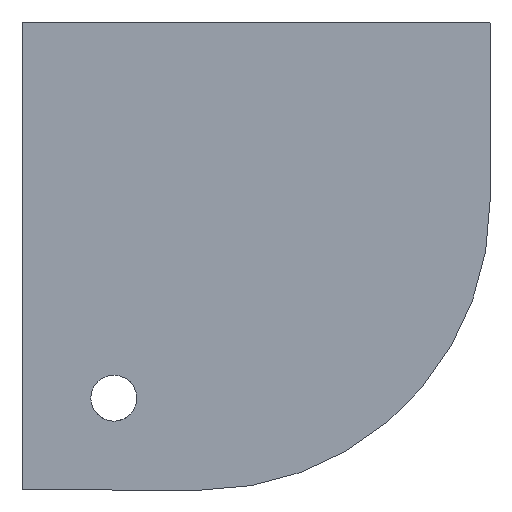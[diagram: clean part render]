
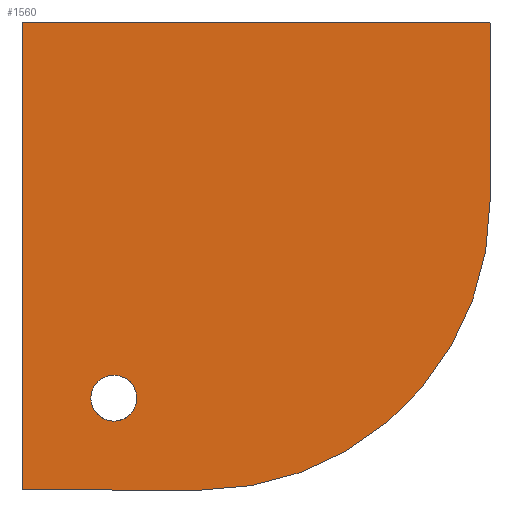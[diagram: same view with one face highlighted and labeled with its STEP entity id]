
A CAD part, front view. The second image highlights one B-rep face of the part: STEP entity #1560.
In plain terms, the highlighted planar face has unit normal (0, -1, 0).
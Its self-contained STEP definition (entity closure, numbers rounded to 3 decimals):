
#39 = EDGE_CURVE ( 'NONE', #1726, #878, #5201, .T. ) ;
#114 = DIRECTION ( 'NONE',  ( 0., -1., 0. ) ) ;
#132 = VECTOR ( 'NONE', #3021, 1000. ) ;
#281 = CARTESIAN_POINT ( 'NONE',  ( -447.02, -29., -445.023 ) ) ;
#402 = VERTEX_POINT ( 'NONE', #4926 ) ;
#426 = VERTEX_POINT ( 'NONE', #428 ) ;
#428 = CARTESIAN_POINT ( 'NONE',  ( -445.023, -29., 447.02 ) ) ;
#432 = ORIENTED_EDGE ( 'NONE', *, *, #2100, .T. ) ;
#514 =( BOUNDED_CURVE ( )  B_SPLINE_CURVE ( 3, ( #3747, #3280, #868, #805 ),
 .UNSPECIFIED., .F., .F. ) 
 B_SPLINE_CURVE_WITH_KNOTS ( ( 4, 4 ),
 ( 2.358, 3.926 ),
 .UNSPECIFIED. ) 
 CURVE ( )  GEOMETRIC_REPRESENTATION_ITEM ( )  RATIONAL_B_SPLINE_CURVE ( ( 1., 0.805, 0.805, 1. ) ) 
 REPRESENTATION_ITEM ( '' )  );
#601 = CARTESIAN_POINT ( 'NONE',  ( -104.5, -29., -447.02 ) ) ;
#763 =( BOUNDED_CURVE ( )  B_SPLINE_CURVE ( 3, ( #281, #2295, #5235, #2781 ),
 .UNSPECIFIED., .F., .F. ) 
 B_SPLINE_CURVE_WITH_KNOTS ( ( 4, 4 ),
 ( 2.358, 3.926 ),
 .UNSPECIFIED. ) 
 CURVE ( )  GEOMETRIC_REPRESENTATION_ITEM ( )  RATIONAL_B_SPLINE_CURVE ( ( 1., 0.805, 0.805, 1. ) ) 
 REPRESENTATION_ITEM ( '' )  );
#780 = EDGE_CURVE ( 'NONE', #878, #1726, #1530, .T. ) ;
#805 = CARTESIAN_POINT ( 'NONE',  ( 445.023, -29., 447.02 ) ) ;
#868 = CARTESIAN_POINT ( 'NONE',  ( 446.193, -29., 447.02 ) ) ;
#878 = VERTEX_POINT ( 'NONE', #3079 ) ;
#1002 = EDGE_CURVE ( 'NONE', #426, #4169, #3853, .T. ) ;
#1166 = EDGE_CURVE ( 'NONE', #4169, #4807, #1378, .T. ) ;
#1182 = VERTEX_POINT ( 'NONE', #5356 ) ;
#1229 = AXIS2_PLACEMENT_3D ( 'NONE', #3505, #3096, #1426 ) ;
#1378 = LINE ( 'NONE', #3270, #4342 ) ;
#1390 = ORIENTED_EDGE ( 'NONE', *, *, #3563, .F. ) ;
#1400 = ORIENTED_EDGE ( 'NONE', *, *, #1002, .T. ) ;
#1419 = CARTESIAN_POINT ( 'NONE',  ( -104.5, -29., 104.5 ) ) ;
#1426 = DIRECTION ( 'NONE',  ( 0., 0., -1. ) ) ;
#1522 = LINE ( 'NONE', #2639, #4030 ) ;
#1523 = LINE ( 'NONE', #4083, #2866 ) ;
#1530 = CIRCLE ( 'NONE', #1229, 44. ) ;
#1549 = EDGE_CURVE ( 'NONE', #3618, #1709, #1522, .T. ) ;
#1560 = ADVANCED_FACE ( 'NONE', ( #4208, #2165 ), #1838, .T. ) ;
#1598 = ORIENTED_EDGE ( 'NONE', *, *, #1549, .F. ) ;
#1709 = VERTEX_POINT ( 'NONE', #3900 ) ;
#1726 = VERTEX_POINT ( 'NONE', #2620 ) ;
#1733 = EDGE_LOOP ( 'NONE', ( #3589, #2751 ) ) ;
#1838 = PLANE ( 'NONE',  #3465 ) ;
#2060 = DIRECTION ( 'NONE',  ( -1., 0., 0. ) ) ;
#2069 = EDGE_CURVE ( 'NONE', #4989, #402, #514, .T. ) ;
#2094 = CARTESIAN_POINT ( 'NONE',  ( -447.02, -29., 445.023 ) ) ;
#2100 = EDGE_CURVE ( 'NONE', #402, #426, #1523, .T. ) ;
#2165 = FACE_OUTER_BOUND ( 'NONE', #2486, .T. ) ;
#2191 = DIRECTION ( 'NONE',  ( -1., 0., 0. ) ) ;
#2195 = CARTESIAN_POINT ( 'NONE',  ( 447.02, -29., 445.5 ) ) ;
#2199 = DIRECTION ( 'NONE',  ( 0., 0., -1. ) ) ;
#2283 = ORIENTED_EDGE ( 'NONE', *, *, #4770, .T. ) ;
#2295 = CARTESIAN_POINT ( 'NONE',  ( -447.02, -29., -446.193 ) ) ;
#2442 = AXIS2_PLACEMENT_3D ( 'NONE', #3100, #4244, #4318 ) ;
#2457 = CARTESIAN_POINT ( 'NONE',  ( -447.02, -29., 446.193 ) ) ;
#2486 = EDGE_LOOP ( 'NONE', ( #3277, #2283, #1598, #2618, #1390, #2745, #432, #1400 ) ) ;
#2618 = ORIENTED_EDGE ( 'NONE', *, *, #4499, .T. ) ;
#2620 = CARTESIAN_POINT ( 'NONE',  ( -271.5, -29., -315.5 ) ) ;
#2639 = CARTESIAN_POINT ( 'NONE',  ( -104.5, -29., -447.02 ) ) ;
#2745 = ORIENTED_EDGE ( 'NONE', *, *, #2069, .T. ) ;
#2751 = ORIENTED_EDGE ( 'NONE', *, *, #39, .F. ) ;
#2781 = CARTESIAN_POINT ( 'NONE',  ( -445.023, -29., -447.02 ) ) ;
#2866 = VECTOR ( 'NONE', #2060, 1000. ) ;
#2923 = LINE ( 'NONE', #2195, #132 ) ;
#2938 = CARTESIAN_POINT ( 'NONE',  ( -104.5, -29., 104.5 ) ) ;
#3009 = CARTESIAN_POINT ( 'NONE',  ( 447.02, -29., 445.023 ) ) ;
#3021 = DIRECTION ( 'NONE',  ( 0., 0., -1. ) ) ;
#3037 = AXIS2_PLACEMENT_3D ( 'NONE', #2938, #114, #2199 ) ;
#3079 = CARTESIAN_POINT ( 'NONE',  ( -271.5, -29., -227.5 ) ) ;
#3096 = DIRECTION ( 'NONE',  ( 0., -1., 0. ) ) ;
#3100 = CARTESIAN_POINT ( 'NONE',  ( -271.5, -29., -271.5 ) ) ;
#3180 = CIRCLE ( 'NONE', #3037, 551.52 ) ;
#3234 = CARTESIAN_POINT ( 'NONE',  ( -447.02, -29., 445.023 ) ) ;
#3270 = CARTESIAN_POINT ( 'NONE',  ( -447.02, -29., 445.5 ) ) ;
#3277 = ORIENTED_EDGE ( 'NONE', *, *, #1166, .T. ) ;
#3280 = CARTESIAN_POINT ( 'NONE',  ( 447.02, -29., 446.193 ) ) ;
#3465 = AXIS2_PLACEMENT_3D ( 'NONE', #1419, #5056, #5072 ) ;
#3505 = CARTESIAN_POINT ( 'NONE',  ( -271.5, -29., -271.5 ) ) ;
#3563 = EDGE_CURVE ( 'NONE', #4989, #1182, #2923, .T. ) ;
#3589 = ORIENTED_EDGE ( 'NONE', *, *, #780, .F. ) ;
#3618 = VERTEX_POINT ( 'NONE', #601 ) ;
#3747 = CARTESIAN_POINT ( 'NONE',  ( 447.02, -29., 445.023 ) ) ;
#3853 =( BOUNDED_CURVE ( )  B_SPLINE_CURVE ( 3, ( #5234, #4089, #2457, #3234 ),
 .UNSPECIFIED., .F., .F. ) 
 B_SPLINE_CURVE_WITH_KNOTS ( ( 4, 4 ),
 ( 2.358, 3.926 ),
 .UNSPECIFIED. ) 
 CURVE ( )  GEOMETRIC_REPRESENTATION_ITEM ( )  RATIONAL_B_SPLINE_CURVE ( ( 1., 0.805, 0.805, 1. ) ) 
 REPRESENTATION_ITEM ( '' )  );
#3900 = CARTESIAN_POINT ( 'NONE',  ( -445.023, -29., -447.02 ) ) ;
#4030 = VECTOR ( 'NONE', #2191, 1000. ) ;
#4083 = CARTESIAN_POINT ( 'NONE',  ( 445.5, -29., 447.02 ) ) ;
#4089 = CARTESIAN_POINT ( 'NONE',  ( -446.193, -29., 447.02 ) ) ;
#4169 = VERTEX_POINT ( 'NONE', #2094 ) ;
#4208 = FACE_BOUND ( 'NONE', #1733, .T. ) ;
#4244 = DIRECTION ( 'NONE',  ( 0., -1., 0. ) ) ;
#4318 = DIRECTION ( 'NONE',  ( 0., 0., -1. ) ) ;
#4342 = VECTOR ( 'NONE', #4890, 1000. ) ;
#4499 = EDGE_CURVE ( 'NONE', #3618, #1182, #3180, .T. ) ;
#4770 = EDGE_CURVE ( 'NONE', #4807, #1709, #763, .T. ) ;
#4807 = VERTEX_POINT ( 'NONE', #4853 ) ;
#4853 = CARTESIAN_POINT ( 'NONE',  ( -447.02, -29., -445.023 ) ) ;
#4890 = DIRECTION ( 'NONE',  ( 0., 0., -1. ) ) ;
#4926 = CARTESIAN_POINT ( 'NONE',  ( 445.023, -29., 447.02 ) ) ;
#4989 = VERTEX_POINT ( 'NONE', #3009 ) ;
#5056 = DIRECTION ( 'NONE',  ( 0., -1., 0. ) ) ;
#5072 = DIRECTION ( 'NONE',  ( 0., 0., -1. ) ) ;
#5201 = CIRCLE ( 'NONE', #2442, 44. ) ;
#5234 = CARTESIAN_POINT ( 'NONE',  ( -445.023, -29., 447.02 ) ) ;
#5235 = CARTESIAN_POINT ( 'NONE',  ( -446.193, -29., -447.02 ) ) ;
#5356 = CARTESIAN_POINT ( 'NONE',  ( 447.02, -29., 104.5 ) ) ;
